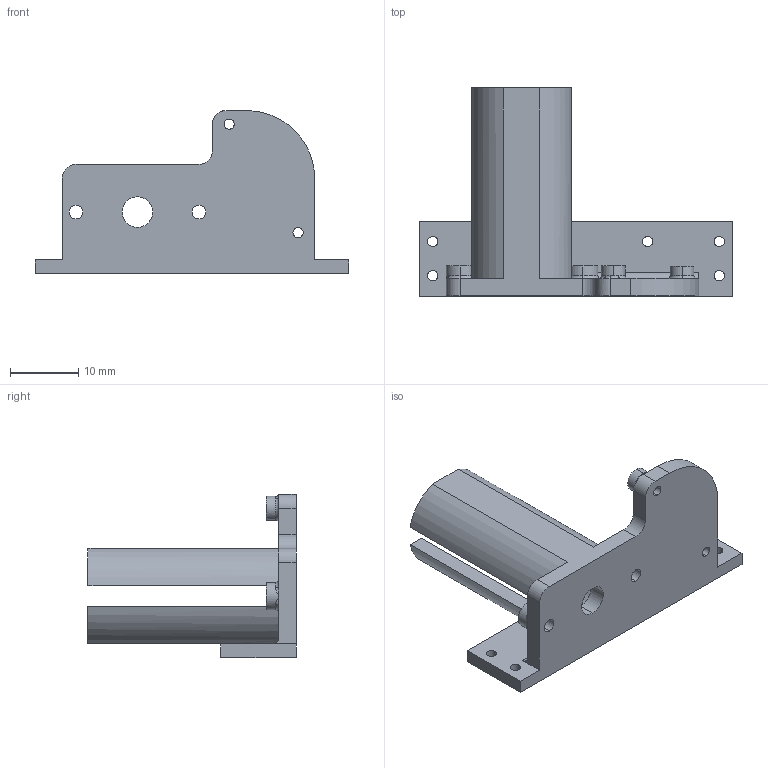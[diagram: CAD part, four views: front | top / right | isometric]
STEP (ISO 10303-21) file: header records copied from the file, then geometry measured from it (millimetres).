
FILE_DESCRIPTION (( 'STEP AP203' ), '1' );
FILE_NAME ('Despliegue3.STEP', '2015-11-12T00:07:10', ( '' ), ( '' ), 'SwSTEP 2.0', 'SolidWorks 2014', '' );
FILE_SCHEMA (( 'CONFIG_CONTROL_DESIGN' ));
Length unit declared in the file: millimetre
Products named in the file (1): Despliegue3
Bounding box: 46 x 30.5 x 23.9 mm (x, y, z)
Volume: 4362.4 mm3; surface area: 4753.4 mm2
Topology: 1 solids, 1 shells, 86 faces, 234 edges, 149 vertices
Faces by surface type: cylinder 41, plane 32, torus 9, bspline 4
Entity records: 2963 total; most frequent: CARTESIAN_POINT 633, DIRECTION 490, ORIENTED_EDGE 464, EDGE_CURVE 232, AXIS2_PLACEMENT_3D 190, VERTEX_POINT 149, VECTOR 110, LINE 110
